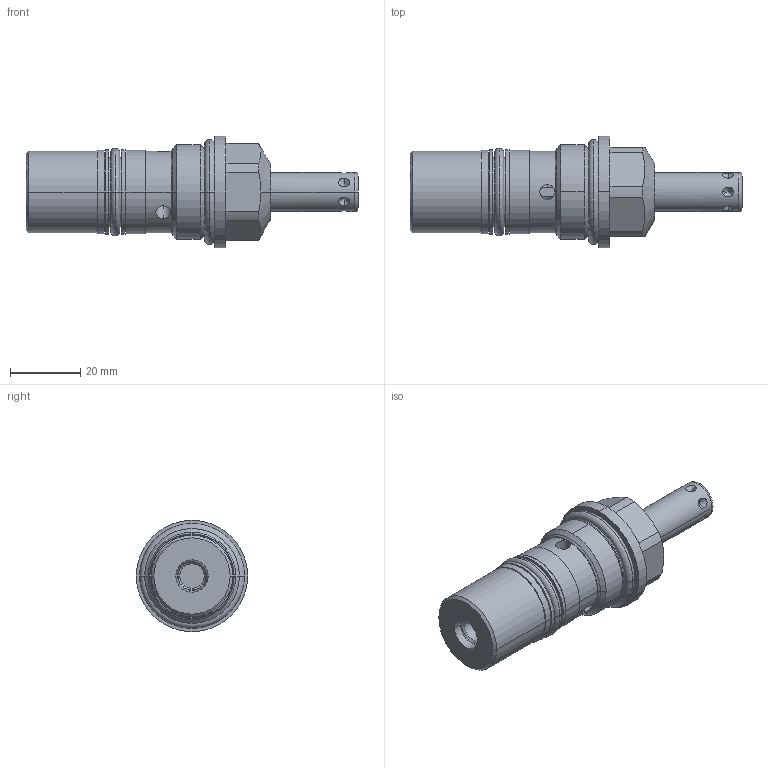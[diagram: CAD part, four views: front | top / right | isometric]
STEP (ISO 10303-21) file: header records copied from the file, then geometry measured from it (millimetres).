
FILE_DESCRIPTION((''),'2;1');
FILE_NAME('ILC14120501S','2018-01-24T',('jdw'),(''),'PRO/ENGINEER BY PARAMETRIC TECHNOLOGY CORPORATION, 2013320','PRO/ENGINEER BY PARAMETRIC TECHNOLOGY CORPORATION, 2013320','');
FILE_SCHEMA(('AUTOMOTIVE_DESIGN { 1 0 10303 214 1 1 1 1 }'));
Length unit declared in the file: inch
Products named in the file (1): ILC14120501S
Bounding box: 94.59 x 31.75 x 31.75 mm (x, y, z)
Volume: 34899.3 mm3; surface area: 11878.7 mm2
Topology: 3 solids, 6 shells, 110 faces, 265 edges, 162 vertices
Faces by surface type: cylinder 48, cone 26, plane 26, torus 10
Entity records: 4782 total; most frequent: CARTESIAN_POINT 962, DIRECTION 571, ORIENTED_EDGE 490, PRESENTATION_STYLE_ASSIGNMENT 286, STYLED_ITEM 257, CURVE_STYLE 251, EDGE_CURVE 251, AXIS2_PLACEMENT_3D 241
